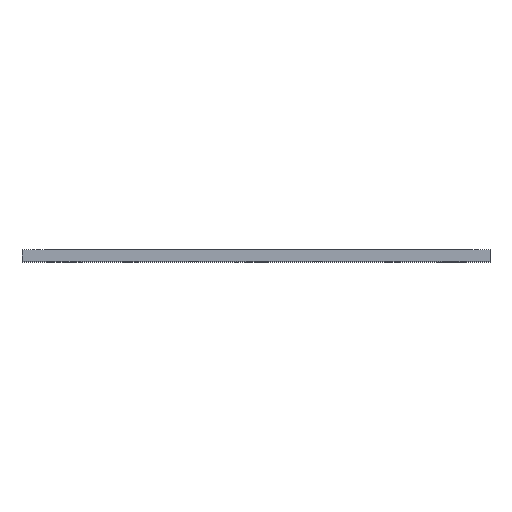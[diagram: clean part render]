
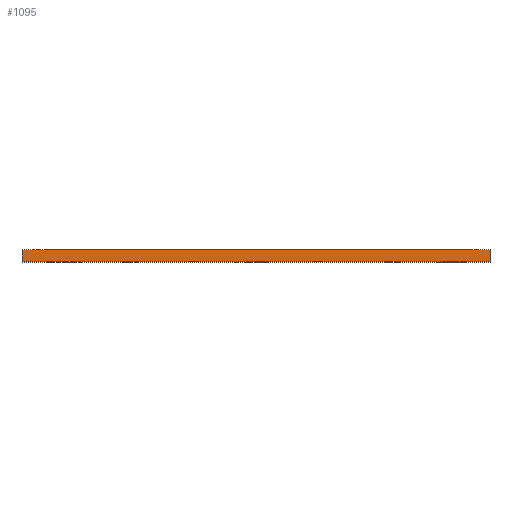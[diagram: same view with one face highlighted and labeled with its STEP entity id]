
A CAD part, top view. The second image highlights one B-rep face of the part: STEP entity #1095.
In plain terms, the highlighted planar face has unit normal (0, 0, 1).
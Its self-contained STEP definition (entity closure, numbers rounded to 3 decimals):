
#86=PLANE('',#1234);
#137=FACE_OUTER_BOUND('',#218,.T.);
#218=EDGE_LOOP('',(#953,#954,#955,#956));
#264=LINE('',#1604,#337);
#320=LINE('',#1851,#393);
#321=LINE('',#1854,#394);
#322=LINE('',#1855,#395);
#337=VECTOR('',#1276,10.);
#393=VECTOR('',#1552,10.);
#394=VECTOR('',#1555,10.);
#395=VECTOR('',#1556,10.);
#484=VERTEX_POINT('',#1598);
#486=VERTEX_POINT('',#1602);
#567=VERTEX_POINT('',#1849);
#568=VERTEX_POINT('',#1853);
#588=EDGE_CURVE('',#484,#486,#264,.T.);
#712=EDGE_CURVE('',#486,#567,#320,.T.);
#713=EDGE_CURVE('',#568,#567,#321,.T.);
#714=EDGE_CURVE('',#484,#568,#322,.T.);
#953=ORIENTED_EDGE('',*,*,#588,.T.);
#954=ORIENTED_EDGE('',*,*,#712,.T.);
#955=ORIENTED_EDGE('',*,*,#713,.F.);
#956=ORIENTED_EDGE('',*,*,#714,.F.);
#1095=ADVANCED_FACE('',(#137),#86,.T.);
#1234=AXIS2_PLACEMENT_3D('',#1852,#1553,#1554);
#1276=DIRECTION('',(1.,0.,0.));
#1552=DIRECTION('',(0.,1.,0.));
#1553=DIRECTION('center_axis',(0.,0.,1.));
#1554=DIRECTION('ref_axis',(1.,0.,0.));
#1555=DIRECTION('',(1.,0.,0.));
#1556=DIRECTION('',(0.,1.,0.));
#1598=CARTESIAN_POINT('',(0.,0.,0.));
#1602=CARTESIAN_POINT('',(82.,0.,0.));
#1604=CARTESIAN_POINT('',(0.,0.,0.));
#1849=CARTESIAN_POINT('',(82.,2.038,0.));
#1851=CARTESIAN_POINT('',(82.,0.,0.));
#1852=CARTESIAN_POINT('Origin',(0.,0.,0.));
#1853=CARTESIAN_POINT('',(0.,2.038,0.));
#1854=CARTESIAN_POINT('',(0.,2.038,0.));
#1855=CARTESIAN_POINT('',(0.,0.,0.));
